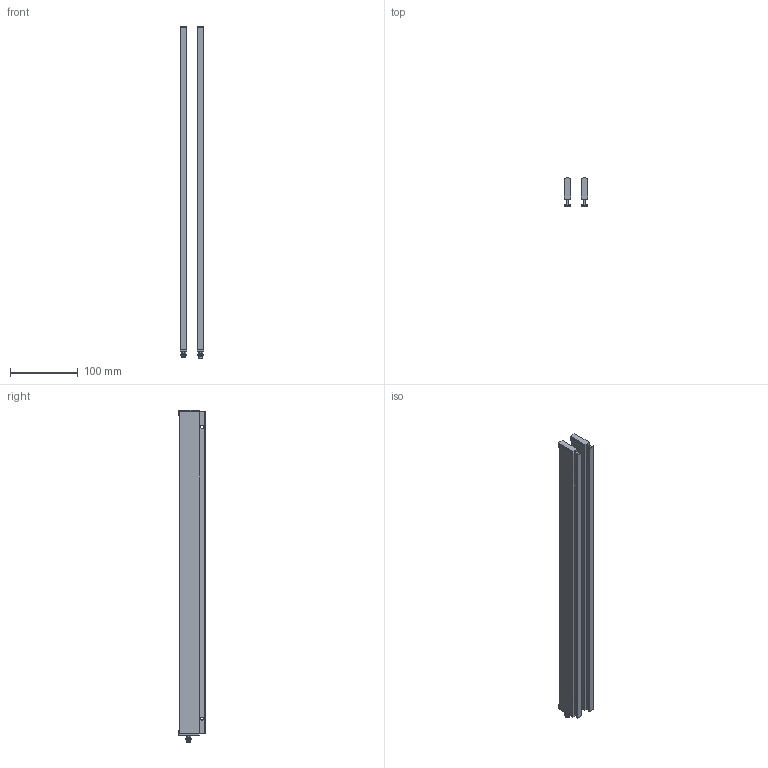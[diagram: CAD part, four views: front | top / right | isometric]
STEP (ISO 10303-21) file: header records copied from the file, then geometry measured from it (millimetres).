
FILE_DESCRIPTION(/* description */ (''),/* implementation_level */ '2;1');
FILE_NAME(/* name */ 'OYL21670.stp',/* time_stamp */ '2016-10-10T15:30:20+02:00',/* author */ ('mitarbeiter'),/* organization */ (''),/* preprocessor_version */ 'ST-DEVELOPER v15.2',/* originating_system */ 'Autodesk Inventor 2014',/* authorisation */ '');
FILE_SCHEMA (('AUTOMOTIVE_DESIGN { 1 0 10303 214 3 1 1 }'));
Length unit declared in the file: millimetre
Products named in the file (2): OYL21670
Bounding box: 33.94 x 40.75 x 489.59 mm (x, y, z)
Volume: 284978.6 mm3; surface area: 107337.2 mm2
Topology: 2 solids, 12 shells, 200 faces, 450 edges, 288 vertices
Faces by surface type: plane 100, cylinder 84, cone 8, sphere 8
Full cylindrical faces by diameter (mm): 1 x8, 1.8 x4, 2 x4, 4.5 x4, 5 x2, 5.7 x2, 6.5 x4, 7 x2, 8 x2
Entity records: 2858 total; most frequent: CARTESIAN_POINT 697, DIRECTION 449, ORIENTED_EDGE 382, EDGE_CURVE 191, AXIS2_PLACEMENT_3D 162, EDGE_LOOP 135, VERTEX_POINT 134, LINE 125
